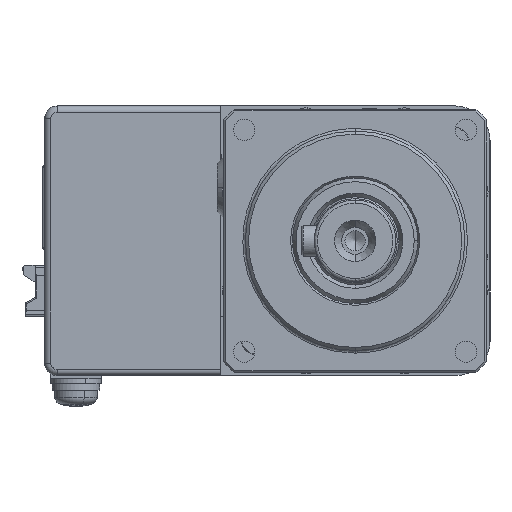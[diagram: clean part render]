
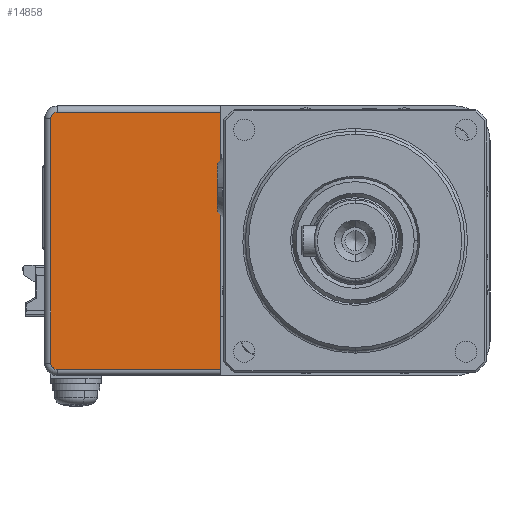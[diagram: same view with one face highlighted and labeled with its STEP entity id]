
A CAD part, left-side view. The second image highlights one B-rep face of the part: STEP entity #14858.
In plain terms, the highlighted planar face has unit normal (-1, 0, 0).
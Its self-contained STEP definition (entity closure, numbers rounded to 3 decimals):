
#821 = CARTESIAN_POINT ( 'NONE',  ( -46., 43., -42. ) ) ;
#1182 = ORIENTED_EDGE ( 'NONE', *, *, #125469, .T. ) ;
#1314 = CARTESIAN_POINT ( 'NONE',  ( -46., 70., -2. ) ) ;
#2715 = CIRCLE ( 'NONE', #17883, 1. ) ;
#4275 = EDGE_CURVE ( 'NONE', #69525, #138786, #50253, .T. ) ;
#8499 = DIRECTION ( 'NONE',  ( 0., 0., -1. ) ) ;
#10415 = CARTESIAN_POINT ( 'NONE',  ( -46., 69., -2. ) ) ;
#11271 = DIRECTION ( 'NONE',  ( 0., 0., -1. ) ) ;
#14722 = EDGE_CURVE ( 'NONE', #69525, #81313, #41754, .T. ) ;
#14858 = ADVANCED_FACE ( 'NONE', ( #41613 ), #64035, .F. ) ;
#15466 = CARTESIAN_POINT ( 'NONE',  ( -46., 0., -1. ) ) ;
#17883 = AXIS2_PLACEMENT_3D ( 'NONE', #10415, #67001, #129673 ) ;
#21735 = CARTESIAN_POINT ( 'NONE',  ( -46., 69., -1. ) ) ;
#22025 = CARTESIAN_POINT ( 'NONE',  ( -46., 69., -41. ) ) ;
#30411 = DIRECTION ( 'NONE',  ( 0., 0., -1. ) ) ;
#41613 = FACE_OUTER_BOUND ( 'NONE', #86367, .T. ) ;
#41754 = LINE ( 'NONE', #135666, #123707 ) ;
#42401 = VERTEX_POINT ( 'NONE', #58050 ) ;
#46184 = ORIENTED_EDGE ( 'NONE', *, *, #4275, .T. ) ;
#50253 = LINE ( 'NONE', #15466, #132180 ) ;
#58050 = CARTESIAN_POINT ( 'NONE',  ( -46., 69., -42. ) ) ;
#63146 = DIRECTION ( 'NONE',  ( 0., 0., -1. ) ) ;
#64035 = PLANE ( 'NONE',  #88131 ) ;
#66360 = VECTOR ( 'NONE', #8499, 1000. ) ;
#67001 = DIRECTION ( 'NONE',  ( -1., 0., 0. ) ) ;
#69525 = VERTEX_POINT ( 'NONE', #71508 ) ;
#71508 = CARTESIAN_POINT ( 'NONE',  ( -46., 43., -1. ) ) ;
#71687 = CARTESIAN_POINT ( 'NONE',  ( -46., 70., 0. ) ) ;
#79073 = ORIENTED_EDGE ( 'NONE', *, *, #124392, .T. ) ;
#81313 = VERTEX_POINT ( 'NONE', #821 ) ;
#85202 = CARTESIAN_POINT ( 'NONE',  ( -46., 43., -42. ) ) ;
#85555 = CARTESIAN_POINT ( 'NONE',  ( -46., 70., -41. ) ) ;
#86080 = CARTESIAN_POINT ( 'NONE',  ( -46., 0., 0. ) ) ;
#86367 = EDGE_LOOP ( 'NONE', ( #93543, #79073, #125241, #46184, #1182, #130880 ) ) ;
#88131 = AXIS2_PLACEMENT_3D ( 'NONE', #86080, #128555, #63146 ) ;
#93543 = ORIENTED_EDGE ( 'NONE', *, *, #100702, .T. ) ;
#93694 = VERTEX_POINT ( 'NONE', #85555 ) ;
#98834 = CIRCLE ( 'NONE', #116617, 1. ) ;
#100702 = EDGE_CURVE ( 'NONE', #93694, #42401, #98834, .T. ) ;
#107523 = DIRECTION ( 'NONE',  ( 0., -1., 0. ) ) ;
#116617 = AXIS2_PLACEMENT_3D ( 'NONE', #22025, #128196, #11271 ) ;
#120071 = VERTEX_POINT ( 'NONE', #1314 ) ;
#123215 = LINE ( 'NONE', #71687, #66360 ) ;
#123707 = VECTOR ( 'NONE', #30411, 1000. ) ;
#124392 = EDGE_CURVE ( 'NONE', #42401, #81313, #125226, .T. ) ;
#125226 = LINE ( 'NONE', #85202, #131924 ) ;
#125241 = ORIENTED_EDGE ( 'NONE', *, *, #14722, .F. ) ;
#125469 = EDGE_CURVE ( 'NONE', #138786, #120071, #2715, .T. ) ;
#128196 = DIRECTION ( 'NONE',  ( -1., 0., 0. ) ) ;
#128555 = DIRECTION ( 'NONE',  ( 1., 0., 0. ) ) ;
#129673 = DIRECTION ( 'NONE',  ( 0., 0., -1. ) ) ;
#130880 = ORIENTED_EDGE ( 'NONE', *, *, #136982, .T. ) ;
#131924 = VECTOR ( 'NONE', #107523, 1000. ) ;
#132180 = VECTOR ( 'NONE', #133322, 1000. ) ;
#133322 = DIRECTION ( 'NONE',  ( 0., 1., 0. ) ) ;
#135666 = CARTESIAN_POINT ( 'NONE',  ( -46., 43., 0. ) ) ;
#136982 = EDGE_CURVE ( 'NONE', #120071, #93694, #123215, .T. ) ;
#138786 = VERTEX_POINT ( 'NONE', #21735 ) ;
